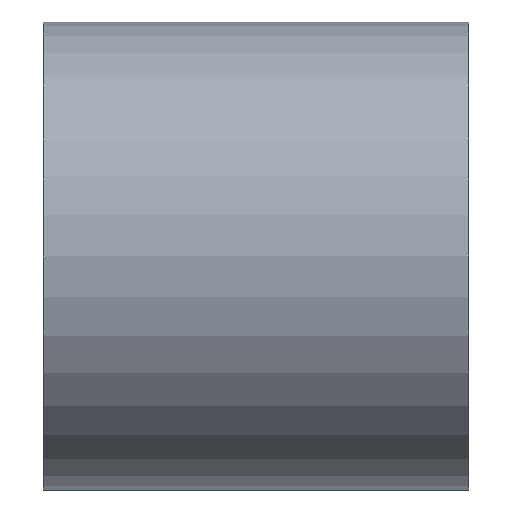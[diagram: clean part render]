
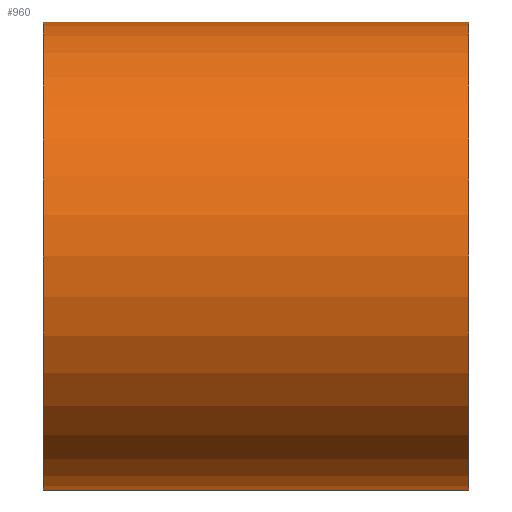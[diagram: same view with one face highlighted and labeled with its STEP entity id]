
A CAD part, left-side view. The second image highlights one B-rep face of the part: STEP entity #960.
In plain terms, the highlighted cylindrical face has radius 11 mm (diameter 22 mm), a partial arc.
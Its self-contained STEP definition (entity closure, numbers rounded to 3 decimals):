
#103 = ORIENTED_EDGE ( 'NONE', *, *, #349, .T. ) ;
#104 = ORIENTED_EDGE ( 'NONE', *, *, #350, .T. ) ;
#105 = ORIENTED_EDGE ( 'NONE', *, *, #591, .F. ) ;
#106 = ORIENTED_EDGE ( 'NONE', *, *, #588, .T. ) ;
#349 = EDGE_CURVE ( 'NONE', #1267, #1266, #508, .T. ) ;
#350 = EDGE_CURVE ( 'NONE', #1264, #1263, #506, .T. ) ;
#382 = AXIS2_PLACEMENT_3D ( 'NONE', #1502, #1503, #1504 ) ;
#460 = VECTOR ( 'NONE', #1714, 1000. ) ;
#467 = VECTOR ( 'NONE', #1706, 1000. ) ;
#505 = AXIS2_PLACEMENT_3D ( 'NONE', #1601, #1602, #1603 ) ;
#506 = CIRCLE ( 'NONE', #505, 11. ) ;
#507 = AXIS2_PLACEMENT_3D ( 'NONE', #1598, #1599, #1600 ) ;
#508 = CIRCLE ( 'NONE', #507, 11. ) ;
#588 = EDGE_CURVE ( 'NONE', #1263, #1267, #2026, .T. ) ;
#591 = EDGE_CURVE ( 'NONE', #1264, #1266, #2027, .T. ) ;
#960 = ADVANCED_FACE ( 'NONE', ( #2068 ), #2069, .T. ) ;
#1081 = CARTESIAN_POINT ( 'NONE',  ( 0., -12.5, 11. ) ) ;
#1082 = CARTESIAN_POINT ( 'NONE',  ( 0., -12.5, -11. ) ) ;
#1084 = CARTESIAN_POINT ( 'NONE',  ( 0., 7.5, -11. ) ) ;
#1085 = CARTESIAN_POINT ( 'NONE',  ( 0., 7.5, 11. ) ) ;
#1263 = VERTEX_POINT ( 'NONE', #1081 ) ;
#1264 = VERTEX_POINT ( 'NONE', #1082 ) ;
#1266 = VERTEX_POINT ( 'NONE', #1084 ) ;
#1267 = VERTEX_POINT ( 'NONE', #1085 ) ;
#1502 = CARTESIAN_POINT ( 'NONE',  ( 0., 13.586, 0. ) ) ;
#1503 = DIRECTION ( 'NONE',  ( 0., 1., 0. ) ) ;
#1504 = DIRECTION ( 'NONE',  ( 0., 0., 1. ) ) ;
#1598 = CARTESIAN_POINT ( 'NONE',  ( 0., 7.5, 0. ) ) ;
#1599 = DIRECTION ( 'NONE',  ( 0., -1., 0. ) ) ;
#1600 = DIRECTION ( 'NONE',  ( 0., 0., -1. ) ) ;
#1601 = CARTESIAN_POINT ( 'NONE',  ( 0., -12.5, 0. ) ) ;
#1602 = DIRECTION ( 'NONE',  ( 0., 1., 0. ) ) ;
#1603 = DIRECTION ( 'NONE',  ( 0., 0., 1. ) ) ;
#1705 = CARTESIAN_POINT ( 'NONE',  ( 0., 13.586, 11. ) ) ;
#1706 = DIRECTION ( 'NONE',  ( 0., 1., 0. ) ) ;
#1713 = CARTESIAN_POINT ( 'NONE',  ( 0., 13.586, -11. ) ) ;
#1714 = DIRECTION ( 'NONE',  ( 0., 1., 0. ) ) ;
#1987 = EDGE_LOOP ( 'NONE', ( #105, #104, #106, #103 ) ) ;
#2026 = LINE ( 'NONE', #1705, #467 ) ;
#2027 = LINE ( 'NONE', #1713, #460 ) ;
#2068 = FACE_OUTER_BOUND ( 'NONE', #1987, .T. ) ;
#2069 = CYLINDRICAL_SURFACE ( 'NONE', #382, 11. ) ;
